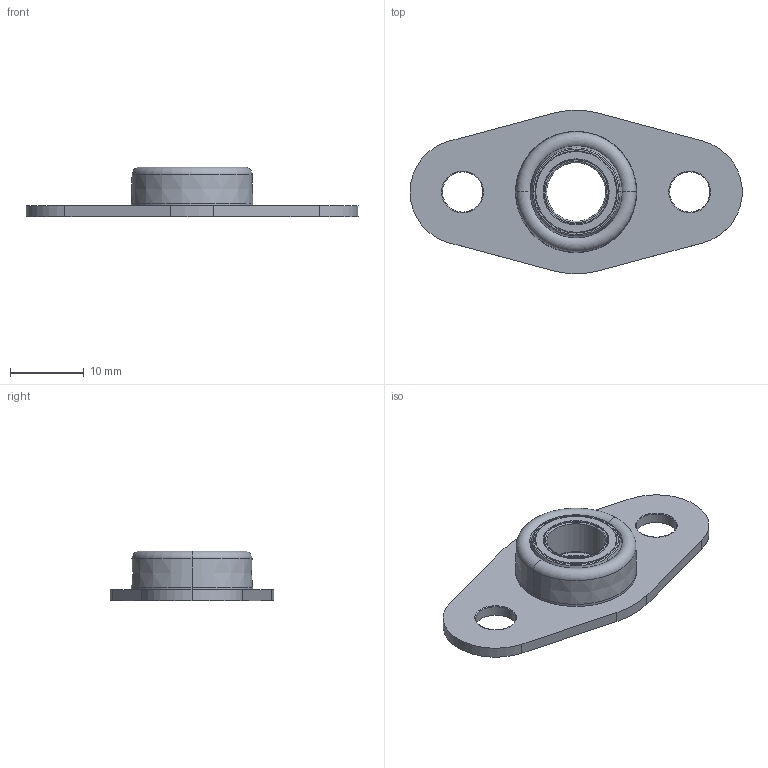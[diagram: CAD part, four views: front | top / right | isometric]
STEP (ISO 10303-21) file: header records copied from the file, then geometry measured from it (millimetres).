
FILE_DESCRIPTION (( 'STEP AP203' ), '1' );
FILE_NAME ('4473N18_Mounted Ball Bearing with Two-Bolt Flange.STEP', '2023-09-06T18:16:18', ( 'Administrator' ), ( 'Managed by Terraform' ), 'SwSTEP 2.0', 'SolidWorks 2017', '' );
FILE_SCHEMA (( 'CONFIG_CONTROL_DESIGN' ));
Length unit declared in the file: millimetre
Products named in the file (1): 4473N18_Mounted Ball Bearing with Two-Bolt Flange
Bounding box: 45.17 x 22.22 x 6.8 mm (x, y, z)
Volume: 1673.3 mm3; surface area: 3604.5 mm2
Topology: 6 solids, 6 shells, 374 faces, 1034 edges, 675 vertices
Faces by surface type: plane 237, torus 76, cylinder 37, cone 22, sphere 2
Entity records: 12198 total; most frequent: CARTESIAN_POINT 2612, ORIENTED_EDGE 2058, DIRECTION 1873, EDGE_CURVE 1029, LINE 719, VECTOR 719, VERTEX_POINT 672, AXIS2_PLACEMENT_3D 577
